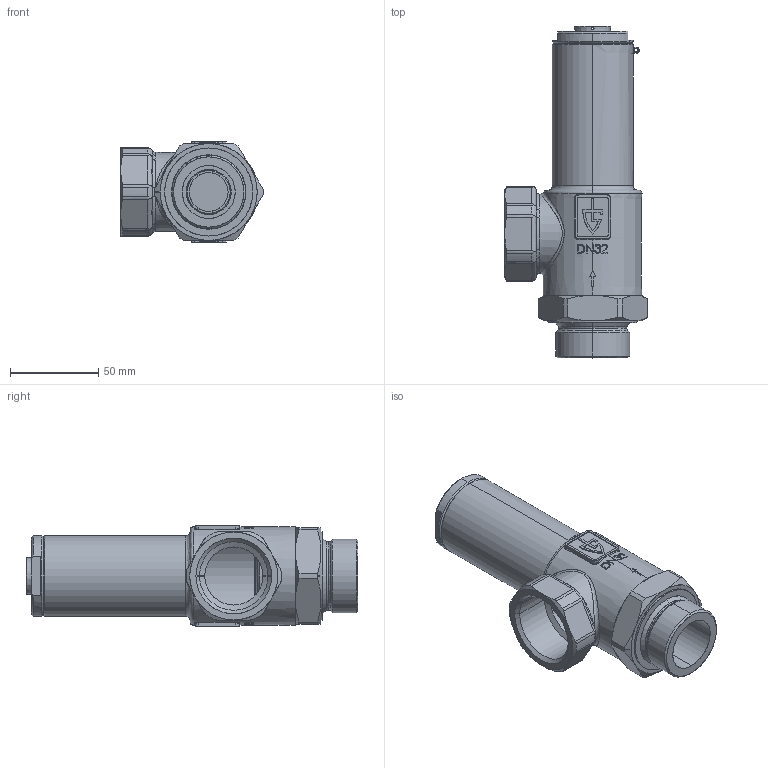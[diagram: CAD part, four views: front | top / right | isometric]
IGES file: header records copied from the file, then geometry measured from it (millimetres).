
Start section: SolidWorks IGES file using analytic representation for surfaces
Global section: file name: 417tGFO-32-m+f-32+32 Dummy.IGS; native system: SolidWorks 2013; preprocessor: SolidWorks 2013; author: Blankenhorn; date: 130130.154232; units: millimetre
Bounding box: 81 x 188.53 x 57 mm (x, y, z)
Surface area: 73853.6 mm2 (no closed solid volume)
Topology: 0 solids, 0 shells, 524 faces, 7647 edges, 7642 vertices
Faces by surface type: bspline 309, revolution 215
